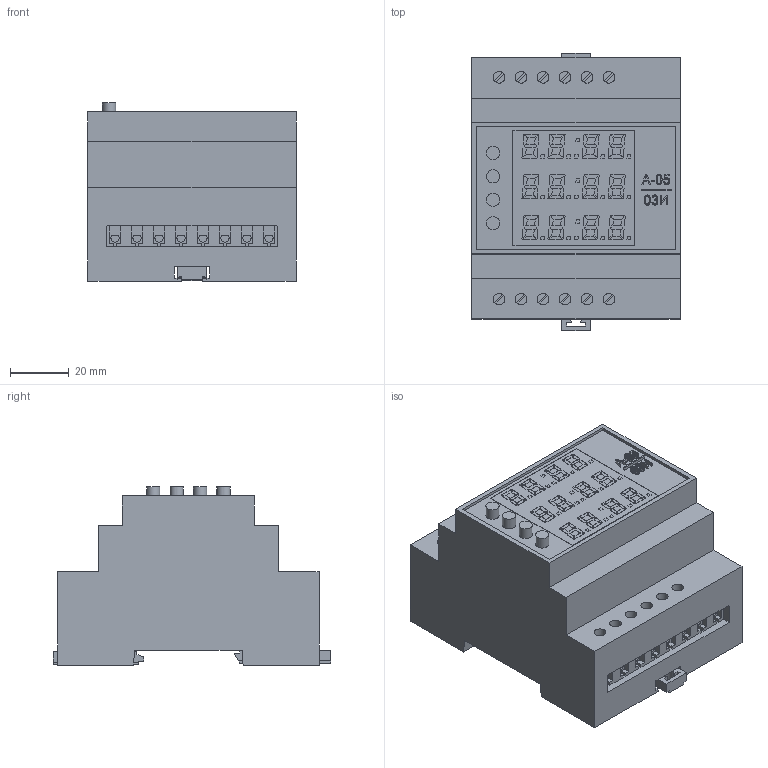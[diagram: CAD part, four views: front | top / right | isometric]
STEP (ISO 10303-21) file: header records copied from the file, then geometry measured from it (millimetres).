
FILE_DESCRIPTION(('STEP AP214'), '1');
FILE_NAME('ﾀ-05-03ﾈ', '', ('UNSPECIFIED'), ('UNSPECIFIED'), 'ASCON STEP Converter 1.3', 'ASCON Math Kernel', '');
FILE_SCHEMA(('AUTOMOTIVE_DESIGN { 1 0 10303 214 3 1 1}'));
Length unit declared in the file: millimetre
Products named in the file (1): 玹襖.991002.012
Bounding box: 71 x 94.7 x 60.79 mm (x, y, z)
Volume: 61540.9 mm3; surface area: 65840.2 mm2
Topology: 2 solids, 7 shells, 1338 faces, 3521 edges, 2346 vertices
Faces by surface type: plane 1024, cylinder 314
Full cylindrical faces by diameter (mm): 4 x12, 4.5 x4
Entity records: 51721 total; most frequent: CARTESIAN_POINT 7190, ORIENTED_EDGE 7010, DIRECTION 6859, EDGE_CURVE 3505, LINE 2829, VECTOR 2829, VERTEX_POINT 2346, AXIS2_PLACEMENT_3D 2015
